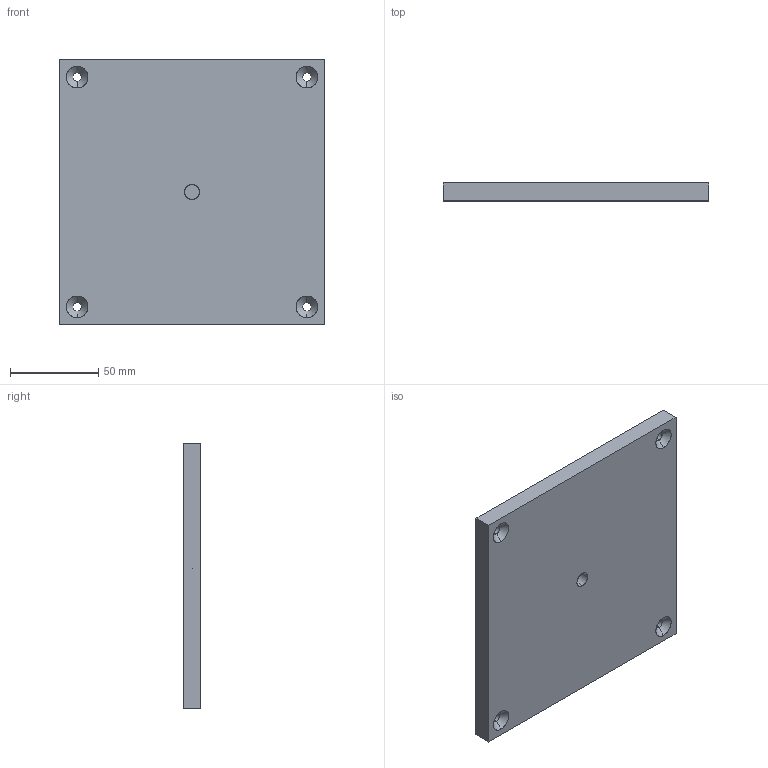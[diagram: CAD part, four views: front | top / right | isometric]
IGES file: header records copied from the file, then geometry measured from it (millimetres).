
Start section: SolidWorks IGES FILE using analytic representation for surfaces
Global section: file name: MM01-03-base2.IGS; native system: SolidWorks 2001Plus by SolidWorks Corporation; preprocessor: Version 5.3; author: T F; date: 201127.080848; units: millimetre
Bounding box: 150 x 10 x 150 mm (x, y, z)
Surface area: 51566.4 mm2 (no closed solid volume)
Topology: 0 solids, 0 shells, 25 faces, 416 edges, 416 vertices
Faces by surface type: revolution 18, bspline 7
